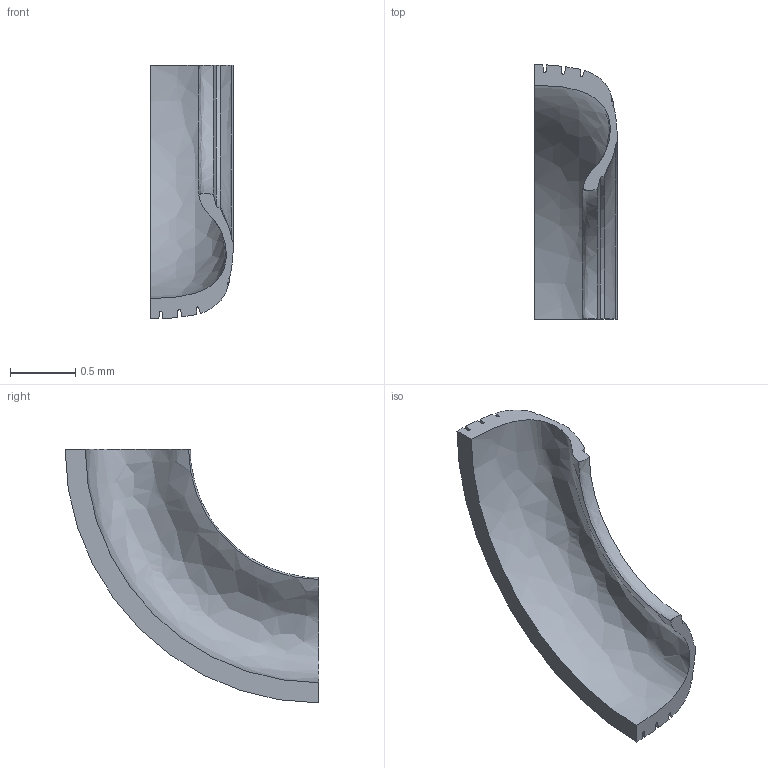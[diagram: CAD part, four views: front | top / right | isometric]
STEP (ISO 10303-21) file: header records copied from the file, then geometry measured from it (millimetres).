
FILE_DESCRIPTION(/* description */ ('Unknown'),/* implementation_level */ '2;1');
FILE_NAME(/* name */ 'tire_eight',/* time_stamp */ '2021-07-07T13:05:06+02:00',/* author */ ('Unknown'),/* organization */ ('Unknown'),/* preprocessor_version */ 'ST-DEVELOPER v16.7',/* originating_system */ 'Solid Edge',/* authorisation */ 'Unknown');
FILE_SCHEMA (('AUTOMOTIVE_DESIGN {1 0 10303 214 3 1 1}'));
Length unit declared in the file: millimetre
Products named in the file (1): tire_eight
Bounding box: 0.64 x 1.95 x 1.95 mm (x, y, z)
Volume: 0.4 mm3; surface area: 8.5 mm2
Topology: 1 solids, 1 shells, 26 faces, 72 edges, 48 vertices
Faces by surface type: cone 12, bspline 5, torus 4, plane 4, cylinder 1
Entity records: 995 total; most frequent: CARTESIAN_POINT 304, ORIENTED_EDGE 144, DIRECTION 138, EDGE_CURVE 72, AXIS2_PLACEMENT_3D 54, VERTEX_POINT 48, CIRCLE 32, LINE 30
